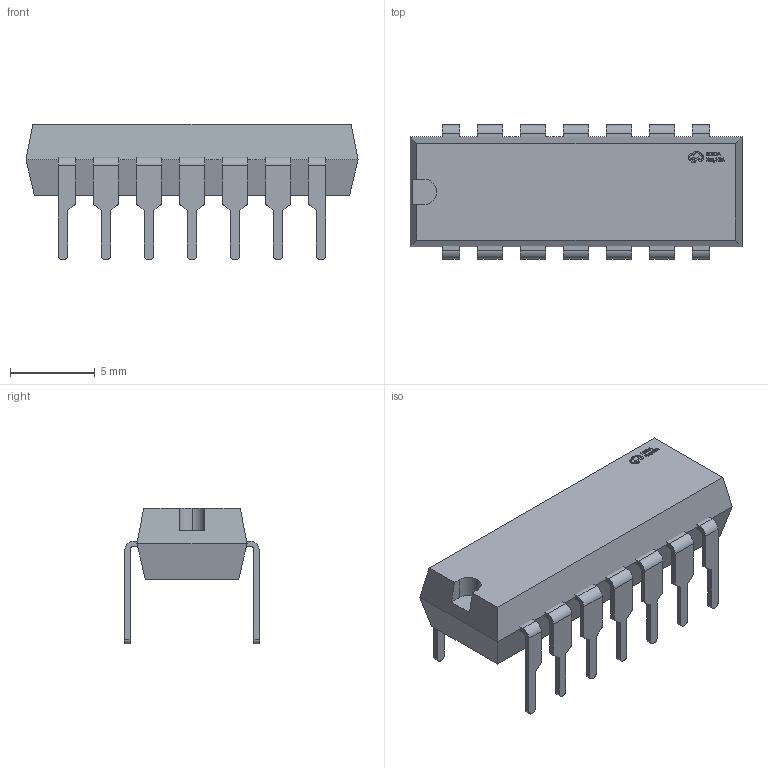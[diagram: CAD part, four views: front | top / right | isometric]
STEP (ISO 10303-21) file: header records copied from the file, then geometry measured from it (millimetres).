
FILE_DESCRIPTION (( 'STEP AP214' ), '1' );
FILE_NAME ('PDIP-14_L19.6-W6.5-H5.1-P2.54-LS7.9-BL.step', '2022-06-21T14:20:29', ( '' ), ( '' ), 'SwSTEP 2.0', 'SolidWorks 2020', '' );
FILE_SCHEMA (( 'AUTOMOTIVE_DESIGN' ));
Length unit declared in the file: millimetre
Products named in the file (1): PDIP-14_L19.6-W6.5-H5.1-P2.54-LS7.9-BL
Bounding box: 19.6 x 7.92 x 8.02 mm (x, y, z)
Volume: 529.3 mm3; surface area: 812.4 mm2
Topology: 8 solids, 8 shells, 516 faces, 1322 edges, 848 vertices
Faces by surface type: plane 336, bspline 112, cylinder 68
Entity records: 21309 total; most frequent: CARTESIAN_POINT 4791, ORIENTED_EDGE 2644, DIRECTION 2040, EDGE_CURVE 1322, VECTOR 958, LINE 958, VERTEX_POINT 848, EDGE_LOOP 542
